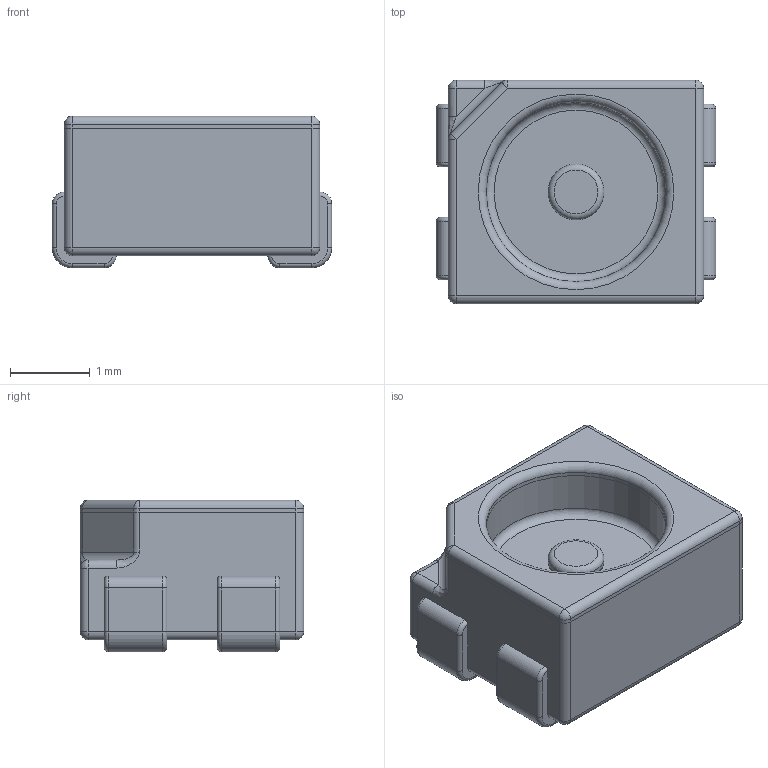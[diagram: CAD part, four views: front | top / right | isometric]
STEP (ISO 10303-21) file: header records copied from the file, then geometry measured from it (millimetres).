
FILE_DESCRIPTION(('FreeCAD Model'),'2;1');
FILE_NAME('Open CASCADE Shape Model','2023-08-09T10:48:20',(''),(''), 'Open CASCADE STEP processor 7.6','FreeCAD','Unknown');
FILE_SCHEMA(('AUTOMOTIVE_DESIGN { 1 0 10303 214 1 1 1 1 }'));
Length unit declared in the file: millimetre
Products named in the file (7): LED_Dual_Wuerth_WL_SBTW; Cover; Substrate; Terminals; Terminals_OneSide; Terminals_OneSide_Single; LightSource
Assembly tree (8 placements, depth 4):
  LED_Dual_Wuerth_WL_SBTW
    Cover
    Substrate
    Terminals
      Terminals_OneSide  x2
        Terminals_OneSide_Single
    LightSource
Bounding box: 3.5 x 2.8 x 1.9 mm (x, y, z)
Volume: 13.2 mm3; surface area: 64 mm2
Topology: 7 solids, 7 shells, 140 faces, 315 edges, 180 vertices
Faces by surface type: cylinder 58, plane 42, torus 28, sphere 10, bspline 2
Full cylindrical faces by diameter (mm): 0.7 x1, 2.25 x2
Entity records: 4594 total; most frequent: CARTESIAN_POINT 1030, DIRECTION 670, ORIENTED_EDGE 334, PCURVE 334, DEFINITIONAL_REPRESENTATION 334, LINE 321, VECTOR 321, AXIS2_PLACEMENT_3D 167
